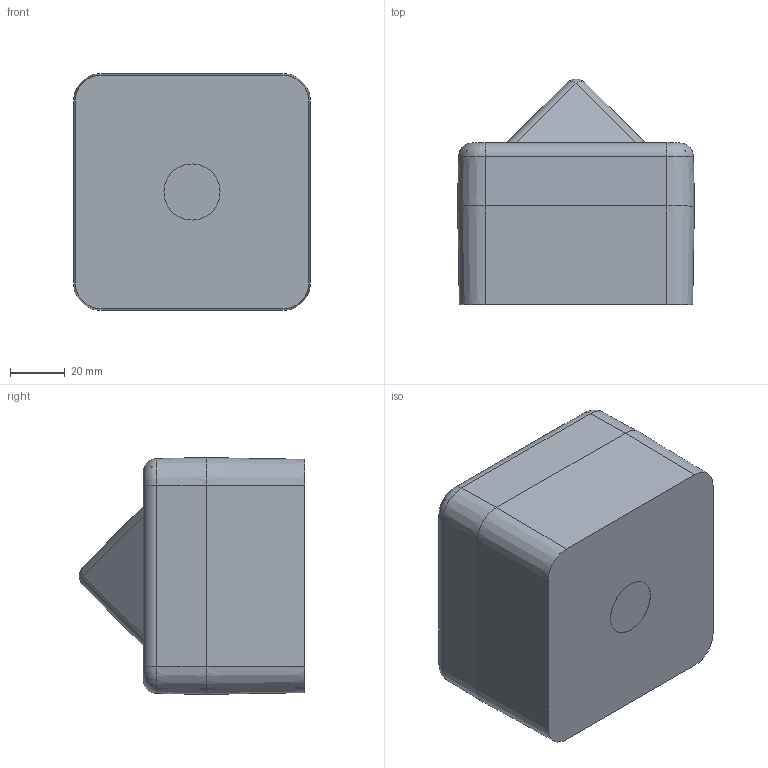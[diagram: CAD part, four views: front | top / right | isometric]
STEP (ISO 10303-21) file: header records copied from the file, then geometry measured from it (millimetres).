
FILE_DESCRIPTION (( 'STEP AP203' ), '1' );
FILE_NAME ('D185-05-001-3D_Issue_A [B].STEP', '2021-04-16T13:52:50', ( '' ), ( '' ), 'SwSTEP 2.0', 'SolidWorks 2020', '' );
FILE_SCHEMA (( 'CONFIG_CONTROL_DESIGN' ));
Length unit declared in the file: millimetre
Products named in the file (1): D185-05-001-3D_Issue_A [B]
Bounding box: 86.4 x 82.23 x 86.4 mm (x, y, z)
Volume: 429465.4 mm3; surface area: 60054.6 mm2
Topology: 1 solids, 21 shells, 730 faces, 1924 edges, 1250 vertices
Faces by surface type: plane 352, cone 192, cylinder 152, bspline 22, torus 10, sphere 2
Entity records: 23995 total; most frequent: CARTESIAN_POINT 7093, ORIENTED_EDGE 3824, DIRECTION 3126, EDGE_CURVE 1912, VERTEX_POINT 1248, AXIS2_PLACEMENT_3D 1097, VECTOR 932, LINE 932
